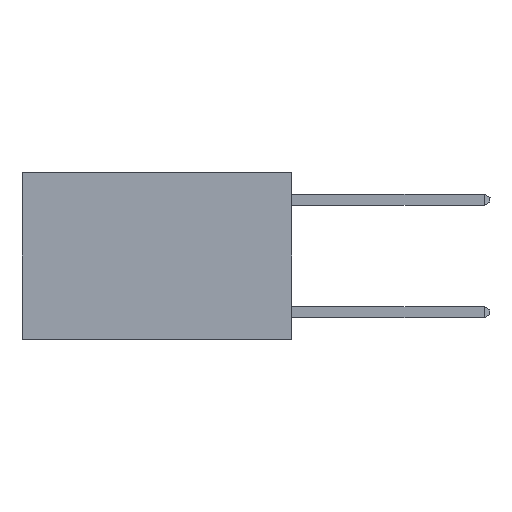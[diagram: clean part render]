
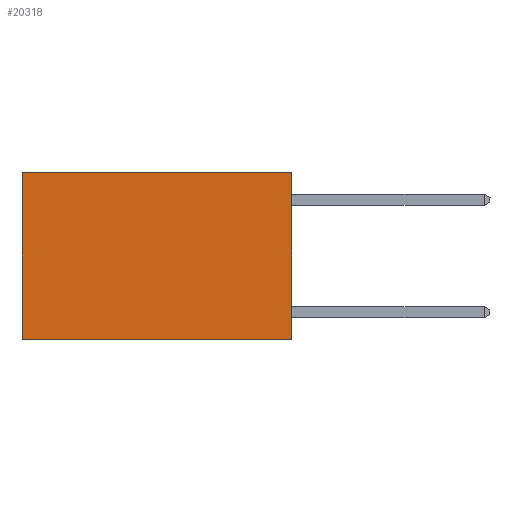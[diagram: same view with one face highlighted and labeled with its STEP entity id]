
A CAD part, left-side view. The second image highlights one B-rep face of the part: STEP entity #20318.
In plain terms, the highlighted planar face has unit normal (-1, 0, 0).
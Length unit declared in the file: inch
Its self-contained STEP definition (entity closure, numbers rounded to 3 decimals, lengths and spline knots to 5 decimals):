
#1267 = VERTEX_POINT ( 'NONE', #8839 ) ;
#2604 = DIRECTION ( 'NONE',  ( 0., 0., -1. ) ) ;
#4066 = DIRECTION ( 'NONE',  ( 0., 1., 0. ) ) ;
#4450 = CARTESIAN_POINT ( 'NONE',  ( 0.2625, 0.6, 0. ) ) ;
#4682 = EDGE_CURVE ( 'NONE', #17775, #4866, #20334, .T. ) ;
#4866 = VERTEX_POINT ( 'NONE', #7678 ) ;
#7379 = EDGE_CURVE ( 'NONE', #1267, #17775, #15177, .T. ) ;
#7638 = LINE ( 'NONE', #4450, #9836 ) ;
#7678 = CARTESIAN_POINT ( 'NONE',  ( 0.2625, 0.6, -0.37 ) ) ;
#7691 = FACE_OUTER_BOUND ( 'NONE', #11712, .T. ) ;
#7895 = DIRECTION ( 'NONE',  ( 0., 0., -1. ) ) ;
#8503 = CARTESIAN_POINT ( 'NONE',  ( 0.2625, 0., -0.37 ) ) ;
#8839 = CARTESIAN_POINT ( 'NONE',  ( 0.2625, 0., 0. ) ) ;
#8900 = CARTESIAN_POINT ( 'NONE',  ( 0.2625, 0., 0. ) ) ;
#8923 = CARTESIAN_POINT ( 'NONE',  ( 0.2625, 0.6, 0. ) ) ;
#9836 = VECTOR ( 'NONE', #10984, 39.37008 ) ;
#10142 = ORIENTED_EDGE ( 'NONE', *, *, #16078, .T. ) ;
#10239 = VECTOR ( 'NONE', #13838, 39.37008 ) ;
#10984 = DIRECTION ( 'NONE',  ( 0., 0., -1. ) ) ;
#11712 = EDGE_LOOP ( 'NONE', ( #10142, #17892, #18043, #12826 ) ) ;
#12673 = VERTEX_POINT ( 'NONE', #8923 ) ;
#12826 = ORIENTED_EDGE ( 'NONE', *, *, #20525, .T. ) ;
#13756 = CARTESIAN_POINT ( 'NONE',  ( 0.2625, 0., -0.37 ) ) ;
#13838 = DIRECTION ( 'NONE',  ( 0., 1., 0. ) ) ;
#15177 = LINE ( 'NONE', #8900, #17888 ) ;
#15428 = CARTESIAN_POINT ( 'NONE',  ( 0.2625, 0., 0. ) ) ;
#16078 = EDGE_CURVE ( 'NONE', #12673, #4866, #7638, .T. ) ;
#16098 = PLANE ( 'NONE',  #17341 ) ;
#16209 = DIRECTION ( 'NONE',  ( 1., 0., 0. ) ) ;
#16418 = LINE ( 'NONE', #15428, #10239 ) ;
#17341 = AXIS2_PLACEMENT_3D ( 'NONE', #20863, #16209, #7895 ) ;
#17775 = VERTEX_POINT ( 'NONE', #8503 ) ;
#17888 = VECTOR ( 'NONE', #2604, 39.37008 ) ;
#17892 = ORIENTED_EDGE ( 'NONE', *, *, #4682, .F. ) ;
#18043 = ORIENTED_EDGE ( 'NONE', *, *, #7379, .F. ) ;
#19321 = VECTOR ( 'NONE', #4066, 39.37008 ) ;
#20318 = ADVANCED_FACE ( 'NONE', ( #7691 ), #16098, .F. ) ;
#20334 = LINE ( 'NONE', #13756, #19321 ) ;
#20525 = EDGE_CURVE ( 'NONE', #1267, #12673, #16418, .T. ) ;
#20863 = CARTESIAN_POINT ( 'NONE',  ( 0.2625, 0., 0. ) ) ;
